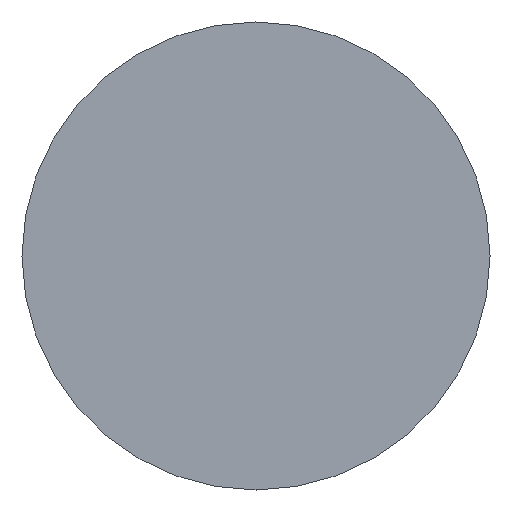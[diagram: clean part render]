
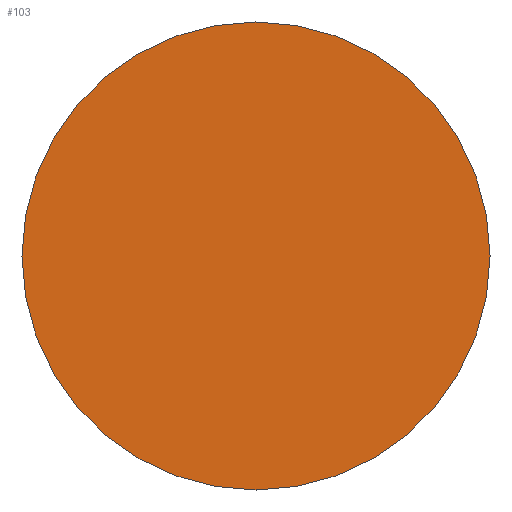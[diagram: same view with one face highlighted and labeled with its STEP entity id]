
A CAD part, front view. The second image highlights one B-rep face of the part: STEP entity #103.
In plain terms, the highlighted planar face has unit normal (0, -1, 0).
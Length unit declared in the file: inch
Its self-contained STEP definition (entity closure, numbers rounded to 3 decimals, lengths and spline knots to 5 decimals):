
#17 = FACE_OUTER_BOUND ( 'NONE', #178, .T. ) ;
#25 = CARTESIAN_POINT ( 'NONE',  ( 0., 0., 0. ) ) ;
#73 = CARTESIAN_POINT ( 'NONE',  ( 0., 0., 0. ) ) ;
#89 = DIRECTION ( 'NONE',  ( 0., 0., -1. ) ) ;
#103 = ADVANCED_FACE ( 'NONE', ( #17 ), #232, .T. ) ;
#152 = DIRECTION ( 'NONE',  ( 0., 0., -1. ) ) ;
#158 = CARTESIAN_POINT ( 'NONE',  ( 0., 0., 0.375 ) ) ;
#164 = ORIENTED_EDGE ( 'NONE', *, *, #403, .T. ) ;
#171 = DIRECTION ( 'NONE',  ( 0., -1., 0. ) ) ;
#178 = EDGE_LOOP ( 'NONE', ( #226, #164 ) ) ;
#226 = ORIENTED_EDGE ( 'NONE', *, *, #412, .T. ) ;
#228 = AXIS2_PLACEMENT_3D ( 'NONE', #73, #361, #152 ) ;
#232 = PLANE ( 'NONE',  #257 ) ;
#241 = VERTEX_POINT ( 'NONE', #338 ) ;
#256 = DIRECTION ( 'NONE',  ( 0., 0., -1. ) ) ;
#257 = AXIS2_PLACEMENT_3D ( 'NONE', #368, #171, #89 ) ;
#262 = VERTEX_POINT ( 'NONE', #158 ) ;
#338 = CARTESIAN_POINT ( 'NONE',  ( 0., 0., -0.375 ) ) ;
#342 = CIRCLE ( 'NONE', #362, 0.375 ) ;
#361 = DIRECTION ( 'NONE',  ( 0., -1., 0. ) ) ;
#362 = AXIS2_PLACEMENT_3D ( 'NONE', #25, #400, #256 ) ;
#368 = CARTESIAN_POINT ( 'NONE',  ( 0., 0., 0. ) ) ;
#392 = CIRCLE ( 'NONE', #228, 0.375 ) ;
#400 = DIRECTION ( 'NONE',  ( 0., -1., 0. ) ) ;
#403 = EDGE_CURVE ( 'NONE', #262, #241, #342, .T. ) ;
#412 = EDGE_CURVE ( 'NONE', #241, #262, #392, .T. ) ;
